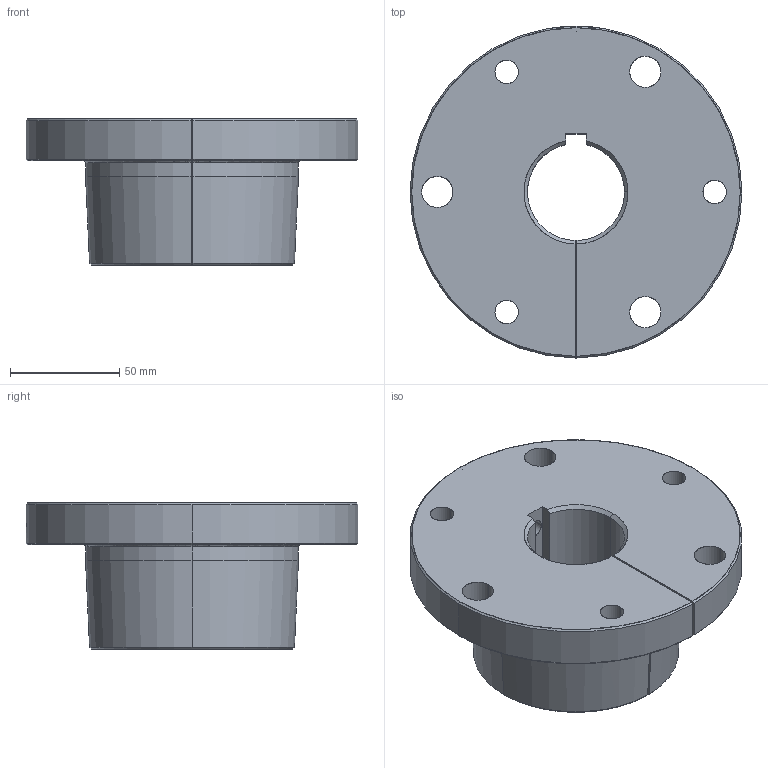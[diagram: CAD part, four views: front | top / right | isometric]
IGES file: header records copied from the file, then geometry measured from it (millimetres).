
Start section: SolidWorks IGES file using analytic representation for surfaces
Global section: file name: QDE_1_311281121147055.igs; native system: SolidWorks 2009; preprocessor: SolidWorks 2009; author: partstream; date: 081128.112123; units: inch
Bounding box: 152.01 x 152 x 67.06 mm (x, y, z)
Surface area: 74028.6 mm2 (no closed solid volume)
Topology: 0 solids, 0 shells, 93 faces, 1320 edges, 1320 vertices
Faces by surface type: bspline 50, revolution 43
